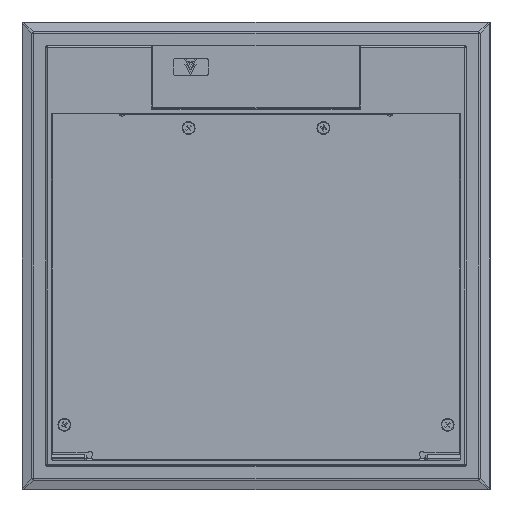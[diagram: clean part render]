
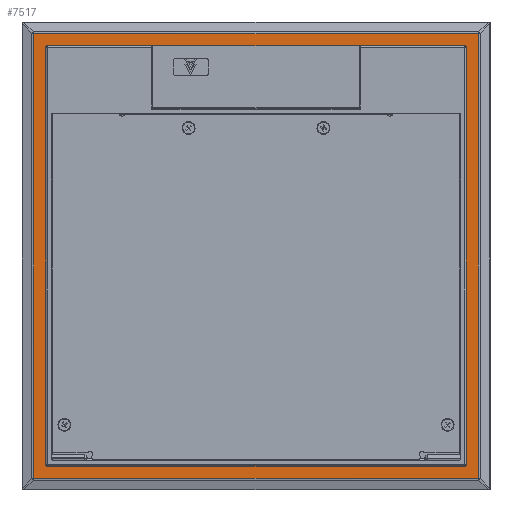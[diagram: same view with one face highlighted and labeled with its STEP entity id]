
A CAD part, top view. The second image highlights one B-rep face of the part: STEP entity #7517.
In plain terms, the highlighted planar face has unit normal (0, 0, 1).
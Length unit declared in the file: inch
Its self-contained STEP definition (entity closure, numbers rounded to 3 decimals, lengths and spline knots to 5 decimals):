
#821 = ORIENTED_EDGE ( 'NONE', *, *, #12649, .T. ) ;
#1405 = EDGE_CURVE ( 'NONE', #7560, #27679, #30921, .T. ) ;
#1536 = DIRECTION ( 'NONE',  ( 1., 0., 0. ) ) ;
#1830 = CARTESIAN_POINT ( 'NONE',  ( -4.69731, -4.6577, 0.00549 ) ) ;
#1954 = EDGE_CURVE ( 'NONE', #35804, #21328, #13372, .T. ) ;
#2030 = CARTESIAN_POINT ( 'NONE',  ( 4.69731, 5.22803, 0.00549 ) ) ;
#2143 = EDGE_CURVE ( 'NONE', #16665, #35804, #31920, .T. ) ;
#2699 = ORIENTED_EDGE ( 'NONE', *, *, #34965, .F. ) ;
#2812 = LINE ( 'NONE', #2030, #6570 ) ;
#3046 = CARTESIAN_POINT ( 'NONE',  ( 4.6577, 4.6577, 0.00549 ) ) ;
#3141 = ORIENTED_EDGE ( 'NONE', *, *, #2143, .T. ) ;
#3352 = CARTESIAN_POINT ( 'NONE',  ( -5.47852, -4.96468, 0.00549 ) ) ;
#3424 = EDGE_CURVE ( 'NONE', #27679, #7074, #18718, .T. ) ;
#3534 = CARTESIAN_POINT ( 'NONE',  ( 4.6577, -4.6577, 0.00549 ) ) ;
#3711 = VECTOR ( 'NONE', #37296, 39.37008 ) ;
#4275 = CIRCLE ( 'NONE', #22513, 0.03961 ) ;
#4522 = CARTESIAN_POINT ( 'NONE',  ( -4.6577, -4.69731, 0.00549 ) ) ;
#4709 = CARTESIAN_POINT ( 'NONE',  ( 4.96468, 4.96468, 0.00549 ) ) ;
#5498 = ORIENTED_EDGE ( 'NONE', *, *, #1954, .T. ) ;
#6090 = DIRECTION ( 'NONE',  ( 1., 0., 0. ) ) ;
#6397 = DIRECTION ( 'NONE',  ( -1., 0., 0. ) ) ;
#6560 = DIRECTION ( 'NONE',  ( 1., 0., 0. ) ) ;
#6570 = VECTOR ( 'NONE', #11229, 39.37008 ) ;
#6827 = ORIENTED_EDGE ( 'NONE', *, *, #25358, .T. ) ;
#7059 = VERTEX_POINT ( 'NONE', #33216 ) ;
#7074 = VERTEX_POINT ( 'NONE', #36218 ) ;
#7338 = VECTOR ( 'NONE', #24900, 39.37008 ) ;
#7517 = ADVANCED_FACE ( 'NONE', ( #14202, #37054 ), #25348, .T. ) ;
#7560 = VERTEX_POINT ( 'NONE', #4709 ) ;
#8773 = CIRCLE ( 'NONE', #34067, 0.03961 ) ;
#8820 = CARTESIAN_POINT ( 'NONE',  ( -4.6577, 4.69731, 0.00549 ) ) ;
#10090 = ORIENTED_EDGE ( 'NONE', *, *, #1405, .F. ) ;
#11229 = DIRECTION ( 'NONE',  ( 0., -1., 0. ) ) ;
#11468 = ORIENTED_EDGE ( 'NONE', *, *, #3424, .F. ) ;
#12494 = LINE ( 'NONE', #38070, #35393 ) ;
#12611 = VECTOR ( 'NONE', #6397, 39.37008 ) ;
#12649 = EDGE_CURVE ( 'NONE', #26250, #16665, #22121, .T. ) ;
#13372 = CIRCLE ( 'NONE', #36271, 0.03961 ) ;
#13804 = VERTEX_POINT ( 'NONE', #25314 ) ;
#14202 = FACE_OUTER_BOUND ( 'NONE', #21424, .T. ) ;
#14224 = EDGE_CURVE ( 'NONE', #7059, #7560, #12494, .T. ) ;
#14306 = EDGE_CURVE ( 'NONE', #28896, #13804, #8773, .T. ) ;
#15514 = CARTESIAN_POINT ( 'NONE',  ( -4.6577, -4.6577, 0.00549 ) ) ;
#15659 = DIRECTION ( 'NONE',  ( 0., 0., -1. ) ) ;
#16489 = CARTESIAN_POINT ( 'NONE',  ( -4.69731, 4.6577, 0.00549 ) ) ;
#16665 = VERTEX_POINT ( 'NONE', #28864 ) ;
#16682 = DIRECTION ( 'NONE',  ( 1., 0., 0. ) ) ;
#17907 = AXIS2_PLACEMENT_3D ( 'NONE', #37326, #19531, #1536 ) ;
#18533 = DIRECTION ( 'NONE',  ( 1., 0., 0. ) ) ;
#18718 = LINE ( 'NONE', #3352, #12611 ) ;
#19531 = DIRECTION ( 'NONE',  ( 0., 0., 1. ) ) ;
#21292 = LINE ( 'NONE', #34531, #37100 ) ;
#21328 = VERTEX_POINT ( 'NONE', #1830 ) ;
#21424 = EDGE_LOOP ( 'NONE', ( #11468, #10090, #34322, #2699 ) ) ;
#21862 = VERTEX_POINT ( 'NONE', #16489 ) ;
#21930 = CARTESIAN_POINT ( 'NONE',  ( -4.69731, 5.22803, 0.00549 ) ) ;
#22069 = DIRECTION ( 'NONE',  ( 0., -1., 0. ) ) ;
#22121 = CIRCLE ( 'NONE', #37002, 0.03961 ) ;
#22513 = AXIS2_PLACEMENT_3D ( 'NONE', #33509, #15659, #36521 ) ;
#22624 = ORIENTED_EDGE ( 'NONE', *, *, #23834, .T. ) ;
#23308 = LINE ( 'NONE', #21930, #7338 ) ;
#23532 = EDGE_CURVE ( 'NONE', #21862, #27098, #4275, .T. ) ;
#23834 = EDGE_CURVE ( 'NONE', #13804, #26250, #2812, .T. ) ;
#24010 = DIRECTION ( 'NONE',  ( 0., 0., -1. ) ) ;
#24482 = DIRECTION ( 'NONE',  ( 0., 0., -1. ) ) ;
#24900 = DIRECTION ( 'NONE',  ( 0., 1., 0. ) ) ;
#25314 = CARTESIAN_POINT ( 'NONE',  ( 4.69731, 4.6577, 0.00549 ) ) ;
#25348 = PLANE ( 'NONE',  #17907 ) ;
#25358 = EDGE_CURVE ( 'NONE', #27098, #28896, #21292, .T. ) ;
#26250 = VERTEX_POINT ( 'NONE', #34006 ) ;
#26659 = LINE ( 'NONE', #34295, #3711 ) ;
#27098 = VERTEX_POINT ( 'NONE', #8820 ) ;
#27679 = VERTEX_POINT ( 'NONE', #29518 ) ;
#28455 = CARTESIAN_POINT ( 'NONE',  ( 0., -4.69731, 0.00549 ) ) ;
#28864 = CARTESIAN_POINT ( 'NONE',  ( 4.6577, -4.69731, 0.00549 ) ) ;
#28896 = VERTEX_POINT ( 'NONE', #35992 ) ;
#29518 = CARTESIAN_POINT ( 'NONE',  ( 4.96468, -4.96468, 0.00549 ) ) ;
#29600 = EDGE_LOOP ( 'NONE', ( #821, #3141, #5498, #32756, #33342, #6827, #31731, #22624 ) ) ;
#30593 = VECTOR ( 'NONE', #22069, 39.37008 ) ;
#30921 = LINE ( 'NONE', #36880, #30593 ) ;
#31731 = ORIENTED_EDGE ( 'NONE', *, *, #14306, .T. ) ;
#31920 = LINE ( 'NONE', #28455, #37769 ) ;
#32756 = ORIENTED_EDGE ( 'NONE', *, *, #38215, .T. ) ;
#33216 = CARTESIAN_POINT ( 'NONE',  ( -4.96468, 4.96468, 0.00549 ) ) ;
#33342 = ORIENTED_EDGE ( 'NONE', *, *, #23532, .T. ) ;
#33509 = CARTESIAN_POINT ( 'NONE',  ( -4.6577, 4.6577, 0.00549 ) ) ;
#34006 = CARTESIAN_POINT ( 'NONE',  ( 4.69731, -4.6577, 0.00549 ) ) ;
#34067 = AXIS2_PLACEMENT_3D ( 'NONE', #3046, #24010, #6090 ) ;
#34295 = CARTESIAN_POINT ( 'NONE',  ( -4.96468, 5.22803, 0.00549 ) ) ;
#34322 = ORIENTED_EDGE ( 'NONE', *, *, #14224, .F. ) ;
#34409 = DIRECTION ( 'NONE',  ( -1., 0., 0. ) ) ;
#34531 = CARTESIAN_POINT ( 'NONE',  ( 0., 4.69731, 0.00549 ) ) ;
#34965 = EDGE_CURVE ( 'NONE', #7074, #7059, #26659, .T. ) ;
#35393 = VECTOR ( 'NONE', #35473, 39.37008 ) ;
#35473 = DIRECTION ( 'NONE',  ( 1., 0., 0. ) ) ;
#35804 = VERTEX_POINT ( 'NONE', #4522 ) ;
#35992 = CARTESIAN_POINT ( 'NONE',  ( 4.6577, 4.69731, 0.00549 ) ) ;
#36218 = CARTESIAN_POINT ( 'NONE',  ( -4.96468, -4.96468, 0.00549 ) ) ;
#36271 = AXIS2_PLACEMENT_3D ( 'NONE', #15514, #36387, #18533 ) ;
#36387 = DIRECTION ( 'NONE',  ( 0., 0., -1. ) ) ;
#36521 = DIRECTION ( 'NONE',  ( 1., 0., 0. ) ) ;
#36880 = CARTESIAN_POINT ( 'NONE',  ( 4.96468, 5.22803, 0.00549 ) ) ;
#37002 = AXIS2_PLACEMENT_3D ( 'NONE', #3534, #24482, #6560 ) ;
#37054 = FACE_BOUND ( 'NONE', #29600, .T. ) ;
#37100 = VECTOR ( 'NONE', #16682, 39.37008 ) ;
#37296 = DIRECTION ( 'NONE',  ( 0., 1., 0. ) ) ;
#37326 = CARTESIAN_POINT ( 'NONE',  ( 0., 5.22803, 0.00549 ) ) ;
#37769 = VECTOR ( 'NONE', #34409, 39.37008 ) ;
#38070 = CARTESIAN_POINT ( 'NONE',  ( -5.47852, 4.96468, 0.00549 ) ) ;
#38215 = EDGE_CURVE ( 'NONE', #21328, #21862, #23308, .T. ) ;
